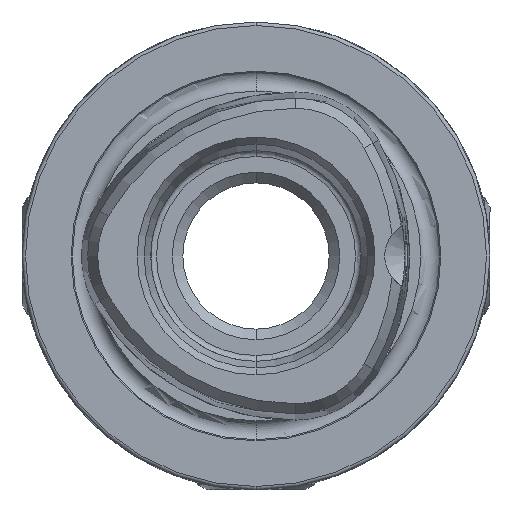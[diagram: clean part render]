
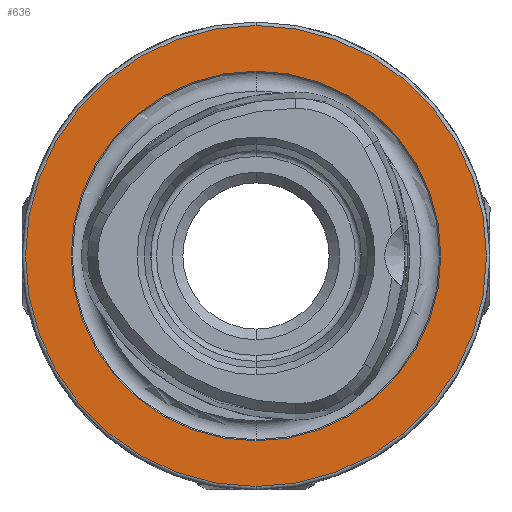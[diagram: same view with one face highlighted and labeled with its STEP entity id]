
A CAD part, left-side view. The second image highlights one B-rep face of the part: STEP entity #636.
In plain terms, the highlighted planar face has unit normal (-1, 0, 0).
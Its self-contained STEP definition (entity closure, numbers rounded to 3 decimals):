
#311 = EDGE_CURVE ( 'NONE', #655, #5109, #3597, .T. ) ;
#636 = ADVANCED_FACE ( 'NONE', ( #1723, #7845 ), #3036, .F. ) ;
#655 = VERTEX_POINT ( 'NONE', #4995 ) ;
#850 = DIRECTION ( 'NONE',  ( 0., 0., 1. ) ) ;
#1082 = VERTEX_POINT ( 'NONE', #2857 ) ;
#1446 = ORIENTED_EDGE ( 'NONE', *, *, #4633, .F. ) ;
#1723 = FACE_BOUND ( 'NONE', #6759, .T. ) ;
#1924 = AXIS2_PLACEMENT_3D ( 'NONE', #4871, #6098, #4928 ) ;
#2131 = AXIS2_PLACEMENT_3D ( 'NONE', #7683, #3982, #850 ) ;
#2484 = DIRECTION ( 'NONE',  ( 0., 0., 1. ) ) ;
#2857 = CARTESIAN_POINT ( 'NONE',  ( 0., 0., 15.8 ) ) ;
#3036 = PLANE ( 'NONE',  #6801 ) ;
#3161 = CIRCLE ( 'NONE', #2131, 15.8 ) ;
#3392 = EDGE_LOOP ( 'NONE', ( #5352, #4391 ) ) ;
#3418 = CARTESIAN_POINT ( 'NONE',  ( 0., 0., 19.7 ) ) ;
#3597 = CIRCLE ( 'NONE', #1924, 19.7 ) ;
#3641 = CARTESIAN_POINT ( 'NONE',  ( 0., 0., 0. ) ) ;
#3645 = DIRECTION ( 'NONE',  ( 0., 0., 1. ) ) ;
#3658 = AXIS2_PLACEMENT_3D ( 'NONE', #3641, #7424, #2484 ) ;
#3931 = VERTEX_POINT ( 'NONE', #4416 ) ;
#3982 = DIRECTION ( 'NONE',  ( -1., 0., 0. ) ) ;
#4241 = DIRECTION ( 'NONE',  ( -1., 0., 0. ) ) ;
#4391 = ORIENTED_EDGE ( 'NONE', *, *, #311, .T. ) ;
#4416 = CARTESIAN_POINT ( 'NONE',  ( 0., 0., -15.8 ) ) ;
#4514 = CIRCLE ( 'NONE', #3658, 15.8 ) ;
#4558 = EDGE_CURVE ( 'NONE', #3931, #1082, #4514, .T. ) ;
#4633 = EDGE_CURVE ( 'NONE', #1082, #3931, #3161, .T. ) ;
#4871 = CARTESIAN_POINT ( 'NONE',  ( 0., 0., 0. ) ) ;
#4928 = DIRECTION ( 'NONE',  ( 0., 0., 1. ) ) ;
#4995 = CARTESIAN_POINT ( 'NONE',  ( 0., 0., -19.7 ) ) ;
#5109 = VERTEX_POINT ( 'NONE', #3418 ) ;
#5352 = ORIENTED_EDGE ( 'NONE', *, *, #7433, .T. ) ;
#6098 = DIRECTION ( 'NONE',  ( -1., 0., 0. ) ) ;
#6146 = CARTESIAN_POINT ( 'NONE',  ( 0., 15.8, 0. ) ) ;
#6522 = ORIENTED_EDGE ( 'NONE', *, *, #4558, .F. ) ;
#6759 = EDGE_LOOP ( 'NONE', ( #1446, #6522 ) ) ;
#6764 = DIRECTION ( 'NONE',  ( 0., 0., -1. ) ) ;
#6801 = AXIS2_PLACEMENT_3D ( 'NONE', #6146, #7366, #6764 ) ;
#7366 = DIRECTION ( 'NONE',  ( 1., 0., 0. ) ) ;
#7412 = CARTESIAN_POINT ( 'NONE',  ( 0., 0., 0. ) ) ;
#7424 = DIRECTION ( 'NONE',  ( -1., 0., 0. ) ) ;
#7433 = EDGE_CURVE ( 'NONE', #5109, #655, #7447, .T. ) ;
#7447 = CIRCLE ( 'NONE', #7799, 19.7 ) ;
#7683 = CARTESIAN_POINT ( 'NONE',  ( 0., 0., 0. ) ) ;
#7799 = AXIS2_PLACEMENT_3D ( 'NONE', #7412, #4241, #3645 ) ;
#7845 = FACE_OUTER_BOUND ( 'NONE', #3392, .T. ) ;
